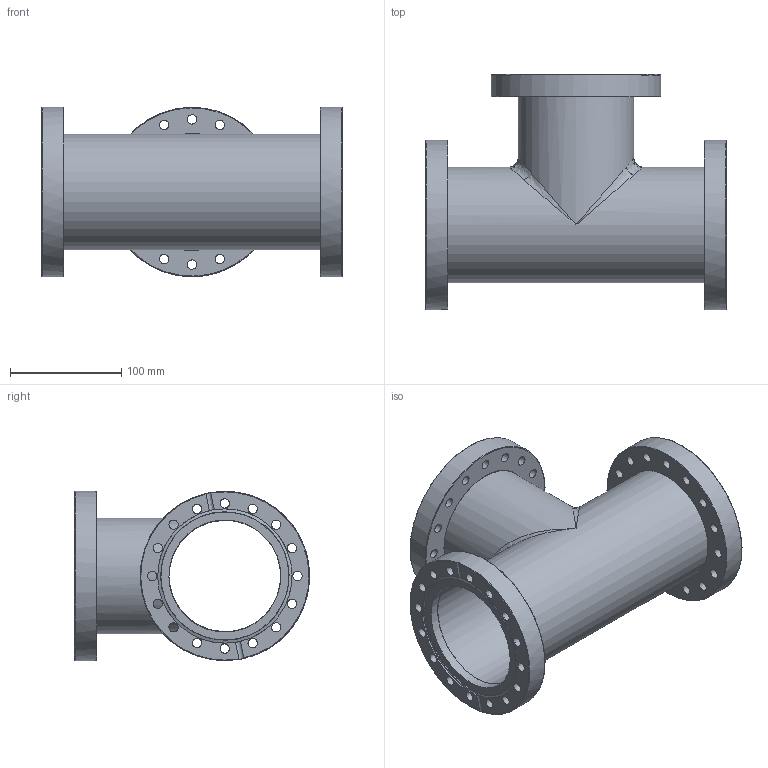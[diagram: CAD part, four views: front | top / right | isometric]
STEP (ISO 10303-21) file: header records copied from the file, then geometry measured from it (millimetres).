
FILE_DESCRIPTION((''),'2;1');
FILE_NAME('TE100-304.stp','2009-04-23T16:02:24',('hasers'),(''),'Autodesk Inventor 2008','Autodesk Inventor 2008','');
FILE_SCHEMA(('AUTOMOTIVE_DESIGN { 1 0 10303 214 1 1 1 1 }'));
Length unit declared in the file: millimetre
Products named in the file (3): TE100-304; Rohre [Subject [Summary]=T-Collar][Keywords [Summary]=1.4404][Title [Summary]=TEE100-CF]; CF-07 [Keywords [Summary]=1.4301][Company [Summary]=Vacom][Title [Summary]=F100B104]
Assembly tree (4 placements, depth 2):
  TE100-304
    Rohre [Subject [Summary]=T-Collar][Keywords [Summary]=1.4404][Title [Summary]=TEE100-CF]
    CF-07 [Keywords [Summary]=1.4301][Company [Summary]=Vacom][Title [Summary]=F100B104]  x3
Bounding box: 270 x 210.98 x 152 mm (x, y, z)
Volume: 726435.9 mm3; surface area: 330437 mm2
Topology: 4 solids, 4 shells, 110 faces, 340 edges, 232 vertices
Faces by surface type: bspline 55, cylinder 19, plane 18, torus 12, cone 6
Full cylindrical faces by diameter (mm): 100 x2, 100.5 x3, 104 x2, 104.3 x3, 120.6 x3, 152 x3
Entity records: 2604 total; most frequent: CARTESIAN_POINT 1576, DIRECTION 188, ORIENTED_EDGE 148, EDGE_LOOP 112, AXIS2_PLACEMENT_3D 92, EDGE_CURVE 74, FACE_BOUND 68, VERTEX_POINT 64
